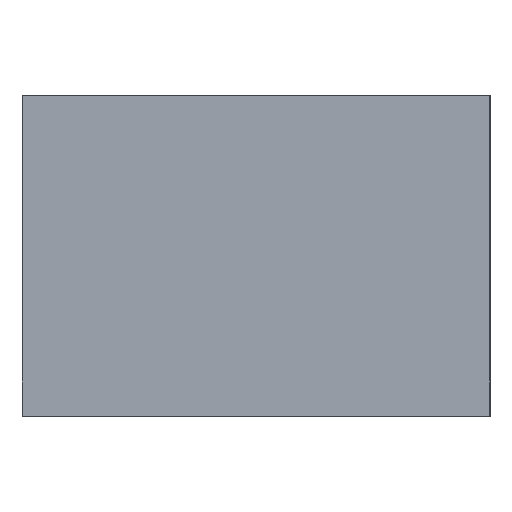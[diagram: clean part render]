
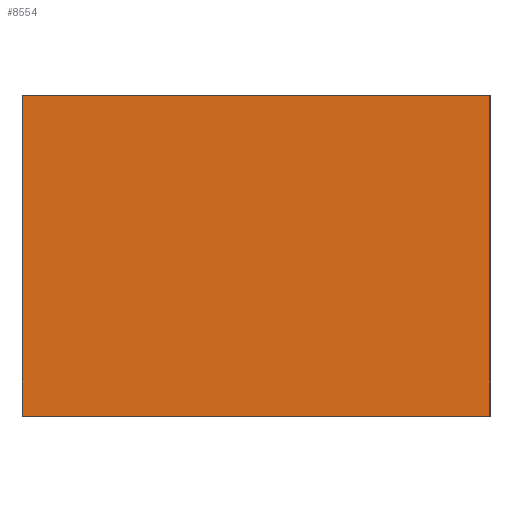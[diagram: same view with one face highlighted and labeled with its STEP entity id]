
A CAD part, top view. The second image highlights one B-rep face of the part: STEP entity #8554.
In plain terms, the highlighted planar face has unit normal (0, 0, 1).
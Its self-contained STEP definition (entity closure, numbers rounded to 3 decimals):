
#3014=ORIENTED_EDGE('',*,*,#3840,.T.);
#3015=ORIENTED_EDGE('',*,*,#3844,.T.);
#3016=ORIENTED_EDGE('',*,*,#3847,.T.);
#3017=ORIENTED_EDGE('',*,*,#3849,.T.);
#3840=EDGE_CURVE('',#4614,#4613,#4774,.T.);
#3844=EDGE_CURVE('',#4613,#4616,#4778,.T.);
#3847=EDGE_CURVE('',#4616,#4618,#4781,.T.);
#3849=EDGE_CURVE('',#4618,#4614,#4783,.T.);
#4613=VERTEX_POINT('',#19821);
#4614=VERTEX_POINT('',#19823);
#4616=VERTEX_POINT('',#19829);
#4618=VERTEX_POINT('',#19835);
#4774=LINE('',#19822,#4939);
#4778=LINE('',#19830,#4943);
#4781=LINE('',#19836,#4946);
#4783=LINE('',#19839,#4948);
#4939=VECTOR('',#12587,1000.);
#4943=VECTOR('',#12593,1000.);
#4946=VECTOR('',#12598,1000.);
#4948=VECTOR('',#12602,1000.);
#6338=EDGE_LOOP('',(#3014,#3015,#3016,#3017));
#7729=FACE_BOUND('',#6338,.T.);
#7814=PLANE('',#9949);
#8554=ADVANCED_FACE('',(#7729),#7814,.T.);
#9949=AXIS2_PLACEMENT_3D('',#19840,#12603,#12604);
#12587=DIRECTION('',(0.,-1.,0.));
#12593=DIRECTION('',(1.,0.,0.));
#12598=DIRECTION('',(0.,1.,0.));
#12602=DIRECTION('',(-1.,0.,0.));
#12603=DIRECTION('',(0.,0.,1.));
#12604=DIRECTION('',(1.,0.,0.));
#19821=CARTESIAN_POINT('',(-2.35,-1.61,1.1));
#19822=CARTESIAN_POINT('',(-2.35,1.61,1.1));
#19823=CARTESIAN_POINT('',(-2.35,1.61,1.1));
#19829=CARTESIAN_POINT('',(2.35,-1.61,1.1));
#19830=CARTESIAN_POINT('',(-2.35,-1.61,1.1));
#19835=CARTESIAN_POINT('',(2.35,1.61,1.1));
#19836=CARTESIAN_POINT('',(2.35,-1.61,1.1));
#19839=CARTESIAN_POINT('',(2.35,1.61,1.1));
#19840=CARTESIAN_POINT('',(0.,0.,1.1));
